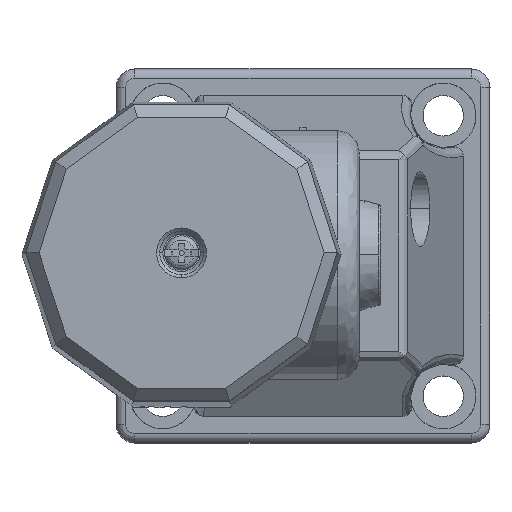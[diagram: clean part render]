
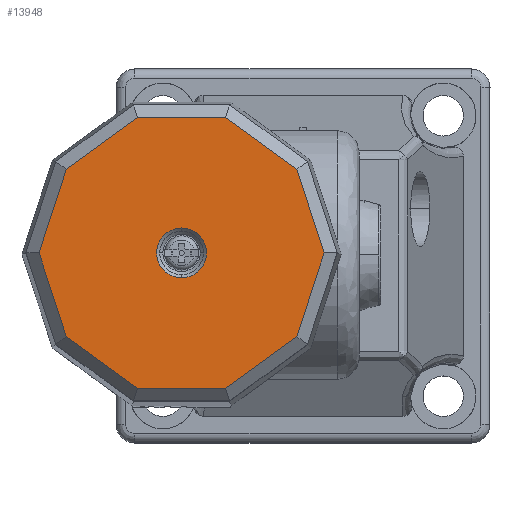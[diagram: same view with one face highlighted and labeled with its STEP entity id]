
A CAD part, top view. The second image highlights one B-rep face of the part: STEP entity #13948.
In plain terms, the highlighted planar face has unit normal (0, 0, 1).
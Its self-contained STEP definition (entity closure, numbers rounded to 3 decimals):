
#13180=CARTESIAN_POINT('',(-19.5,-4.,291.));
#13181=VERTEX_POINT('',#13180);
#13190=CARTESIAN_POINT('',(-19.5,4.,291.));
#13191=VERTEX_POINT('',#13190);
#13192=CARTESIAN_POINT('',(-19.5,0.,291.));
#13193=DIRECTION('',(0.0,0.0,1.0));
#13194=DIRECTION('',(0.0,-1.0,0.0));
#13195=AXIS2_PLACEMENT_3D('',#13192,#13193,#13194);
#13196=CIRCLE('',#13195,4.0);
#13197=EDGE_CURVE('',#13181,#13191,#13196,.T.);
#13686=CARTESIAN_POINT('',(-26.567,-21.75,291.));
#13687=VERTEX_POINT('',#13686);
#13688=CARTESIAN_POINT('',(-38.002,-13.442,291.));
#13689=VERTEX_POINT('',#13688);
#13690=CARTESIAN_POINT('',(-26.567,-21.75,291.));
#13691=DIRECTION('',(-0.809,0.588,0.0));
#13692=VECTOR('',#13691,14.134);
#13693=LINE('',#13690,#13692);
#13694=EDGE_CURVE('',#13687,#13689,#13693,.T.);
#13717=CARTESIAN_POINT('',(-42.369,0.,291.));
#13718=VERTEX_POINT('',#13717);
#13719=CARTESIAN_POINT('',(-38.002,-13.442,291.));
#13720=DIRECTION('',(-0.309,0.951,0.0));
#13721=VECTOR('',#13720,14.134);
#13722=LINE('',#13719,#13721);
#13723=EDGE_CURVE('',#13689,#13718,#13722,.T.);
#13741=CARTESIAN_POINT('',(-38.002,13.442,291.));
#13742=VERTEX_POINT('',#13741);
#13743=CARTESIAN_POINT('',(-42.369,0.,291.));
#13744=DIRECTION('',(0.309,0.951,0.0));
#13745=VECTOR('',#13744,14.134);
#13746=LINE('',#13743,#13745);
#13747=EDGE_CURVE('',#13718,#13742,#13746,.T.);
#13765=CARTESIAN_POINT('',(-26.567,21.75,291.));
#13766=VERTEX_POINT('',#13765);
#13767=CARTESIAN_POINT('',(-38.002,13.442,291.));
#13768=DIRECTION('',(0.809,0.588,0.0));
#13769=VECTOR('',#13768,14.134);
#13770=LINE('',#13767,#13769);
#13771=EDGE_CURVE('',#13742,#13766,#13770,.T.);
#13789=CARTESIAN_POINT('',(-12.433,21.75,291.));
#13790=VERTEX_POINT('',#13789);
#13791=CARTESIAN_POINT('',(-26.567,21.75,291.));
#13792=DIRECTION('',(1.0,0.0,0.0));
#13793=VECTOR('',#13792,14.134);
#13794=LINE('',#13791,#13793);
#13795=EDGE_CURVE('',#13766,#13790,#13794,.T.);
#13813=CARTESIAN_POINT('',(-0.998,13.442,291.));
#13814=VERTEX_POINT('',#13813);
#13815=CARTESIAN_POINT('',(-12.433,21.75,291.));
#13816=DIRECTION('',(0.809,-0.588,0.0));
#13817=VECTOR('',#13816,14.134);
#13818=LINE('',#13815,#13817);
#13819=EDGE_CURVE('',#13790,#13814,#13818,.T.);
#13837=CARTESIAN_POINT('',(3.369,0.,291.));
#13838=VERTEX_POINT('',#13837);
#13839=CARTESIAN_POINT('',(-0.998,13.442,291.));
#13840=DIRECTION('',(0.309,-0.951,0.0));
#13841=VECTOR('',#13840,14.134);
#13842=LINE('',#13839,#13841);
#13843=EDGE_CURVE('',#13814,#13838,#13842,.T.);
#13861=CARTESIAN_POINT('',(-0.998,-13.442,291.));
#13862=VERTEX_POINT('',#13861);
#13863=CARTESIAN_POINT('',(3.369,0.,291.));
#13864=DIRECTION('',(-0.309,-0.951,0.0));
#13865=VECTOR('',#13864,14.134);
#13866=LINE('',#13863,#13865);
#13867=EDGE_CURVE('',#13838,#13862,#13866,.T.);
#13885=CARTESIAN_POINT('',(-12.433,-21.75,291.));
#13886=VERTEX_POINT('',#13885);
#13887=CARTESIAN_POINT('',(-0.998,-13.442,291.));
#13888=DIRECTION('',(-0.809,-0.588,0.0));
#13889=VECTOR('',#13888,14.134);
#13890=LINE('',#13887,#13889);
#13891=EDGE_CURVE('',#13862,#13886,#13890,.T.);
#13909=CARTESIAN_POINT('',(-12.433,-21.75,291.));
#13910=DIRECTION('',(-1.0,0.0,0.0));
#13911=VECTOR('',#13910,14.134);
#13912=LINE('',#13909,#13911);
#13913=EDGE_CURVE('',#13886,#13687,#13912,.T.);
#13921=CARTESIAN_POINT('',(-44.656,-23.925,291.));
#13922=DIRECTION('',(0.0,0.0,1.0));
#13923=DIRECTION('',(1.0,0.0,0.0));
#13924=AXIS2_PLACEMENT_3D('',#13921,#13922,#13923);
#13925=PLANE('',#13924);
#13926=ORIENTED_EDGE('',*,*,#13694,.F.);
#13927=ORIENTED_EDGE('',*,*,#13913,.F.);
#13928=ORIENTED_EDGE('',*,*,#13891,.F.);
#13929=ORIENTED_EDGE('',*,*,#13867,.F.);
#13930=ORIENTED_EDGE('',*,*,#13843,.F.);
#13931=ORIENTED_EDGE('',*,*,#13819,.F.);
#13932=ORIENTED_EDGE('',*,*,#13795,.F.);
#13933=ORIENTED_EDGE('',*,*,#13771,.F.);
#13934=ORIENTED_EDGE('',*,*,#13747,.F.);
#13935=ORIENTED_EDGE('',*,*,#13723,.F.);
#13936=EDGE_LOOP('',(#13926,#13927,#13928,#13929,#13930,#13931,#13932,#13933,#13934,#13935));
#13937=FACE_OUTER_BOUND('',#13936,.T.);
#13938=CARTESIAN_POINT('',(-19.5,0.,291.));
#13939=DIRECTION('',(0.0,0.0,1.0));
#13940=DIRECTION('',(0.0,-1.0,0.0));
#13941=AXIS2_PLACEMENT_3D('',#13938,#13939,#13940);
#13942=CIRCLE('',#13941,4.0);
#13943=EDGE_CURVE('',#13191,#13181,#13942,.T.);
#13944=ORIENTED_EDGE('',*,*,#13943,.F.);
#13945=ORIENTED_EDGE('',*,*,#13197,.F.);
#13946=EDGE_LOOP('',(#13944,#13945));
#13947=FACE_BOUND('',#13946,.T.);
#13948=ADVANCED_FACE('',(#13937,#13947),#13925,.T.);
